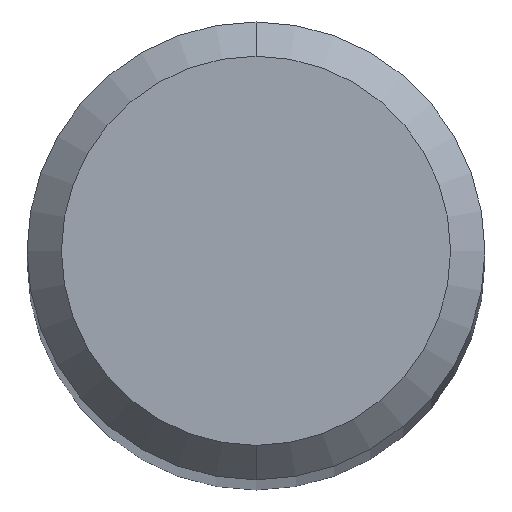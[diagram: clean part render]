
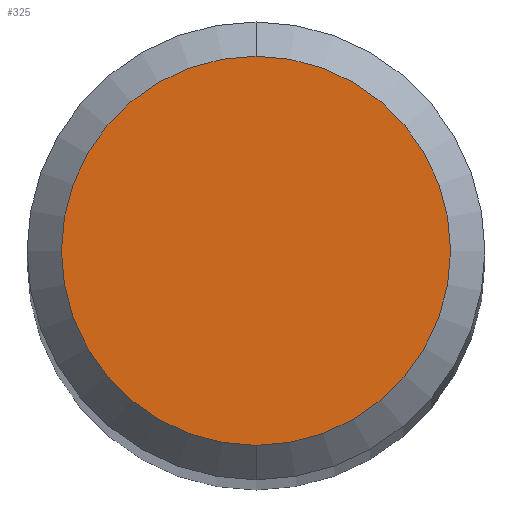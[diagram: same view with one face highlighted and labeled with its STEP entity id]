
A CAD part, top view. The second image highlights one B-rep face of the part: STEP entity #325.
In plain terms, the highlighted planar face has unit normal (0, 0, 1).
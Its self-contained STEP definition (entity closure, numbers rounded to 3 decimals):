
#211=VERTEX_POINT('',#521);
#249=VERTEX_POINT('',#562);
#325=ADVANCED_FACE('',(#649),#650,.T.);
#355=EDGE_CURVE('',#211,#249,#681,.T.);
#419=EDGE_CURVE('',#249,#211,#750,.T.);
#521=CARTESIAN_POINT('',(0.,-1.7,0.0));
#562=CARTESIAN_POINT('',(0.0,1.7,0.0));
#649=FACE_OUTER_BOUND('',#1147,.T.);
#650=PLANE('',#1148);
#681=CIRCLE('',#1204,1.7);
#750=CIRCLE('',#1364,1.7);
#1147=EDGE_LOOP('',(#1633,#1634));
#1148=AXIS2_PLACEMENT_3D('',#1635,#1636,#1637);
#1204=AXIS2_PLACEMENT_3D('',#1658,#1659,#1660);
#1364=AXIS2_PLACEMENT_3D('',#1734,#1735,#1736);
#1633=ORIENTED_EDGE('',*,*,#419,.F.);
#1634=ORIENTED_EDGE('',*,*,#355,.F.);
#1635=CARTESIAN_POINT('',(0.0,0.85,0.0));
#1636=DIRECTION('',(-0.0,0.0,1.0));
#1637=DIRECTION('',(0.0,-1.0,0.0));
#1658=CARTESIAN_POINT('',(0.0,0.0,0.0));
#1659=DIRECTION('',(0.0,0.0,-1.0));
#1660=DIRECTION('',(0.0,1.0,0.0));
#1734=CARTESIAN_POINT('',(0.0,0.0,0.0));
#1735=DIRECTION('',(0.0,0.0,-1.0));
#1736=DIRECTION('',(0.0,1.0,0.0));
